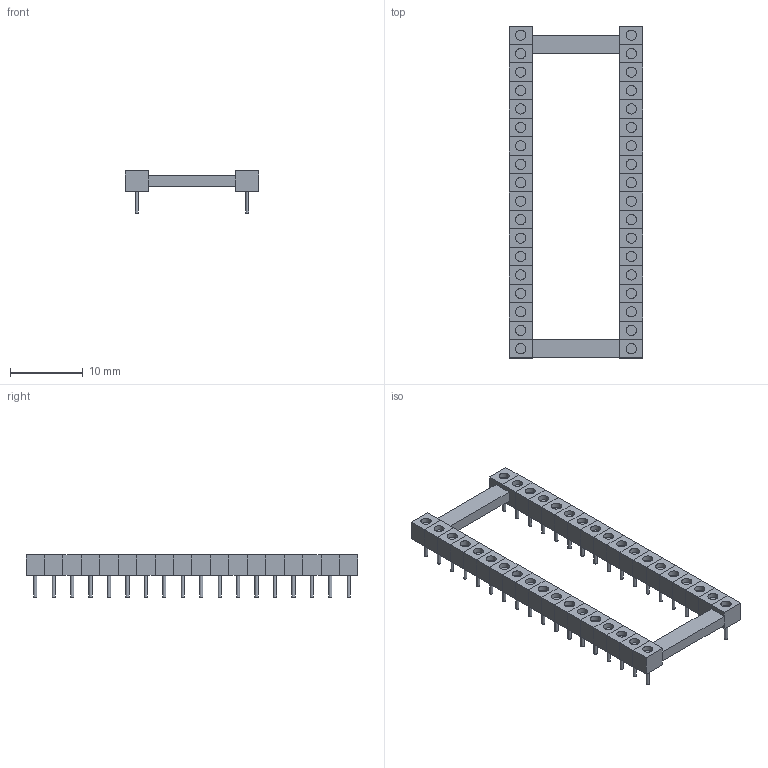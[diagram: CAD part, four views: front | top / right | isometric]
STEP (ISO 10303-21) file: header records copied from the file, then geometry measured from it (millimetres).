
FILE_DESCRIPTION(('FreeCAD Model'),'2;1');
FILE_NAME('Open CASCADE Shape Model','2024-03-04T14:45:31',( 'Remi Peuchot'),(''),'Open CASCADE STEP processor 7.5','FreeCAD', 'Unknown');
FILE_SCHEMA(('AUTOMOTIVE_DESIGN { 1 0 10303 214 1 1 1 1 }'));
Length unit declared in the file: millimetre
Products named in the file (2): LinkGroup; Group038
Assembly tree (1 placements, depth 2):
  LinkGroup
    Group038
Bounding box: 18.44 x 45.72 x 5.8 mm (x, y, z)
Volume: 888.7 mm3; surface area: 1572.6 mm2
Topology: 1 solids, 1 shells, 302 faces, 546 edges, 316 vertices
Faces by surface type: plane 230, cylinder 72
Full cylindrical faces by diameter (mm): 0.44 x36, 1.4 x36
Entity records: 9322 total; most frequent: DIRECTION 1298, CARTESIAN_POINT 1166, ORIENTED_EDGE 1092, EDGE_CURVE 546, AXIS2_PLACEMENT_3D 448, LINE 402, VECTOR 402, FACE_BOUND 374
